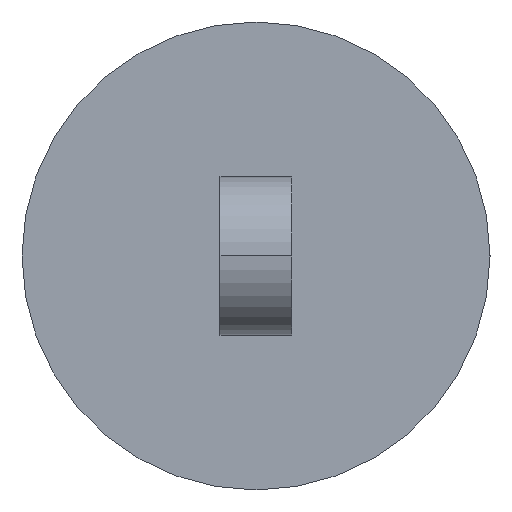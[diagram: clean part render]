
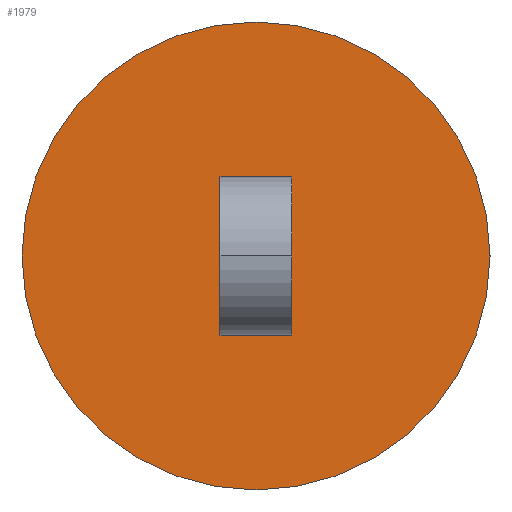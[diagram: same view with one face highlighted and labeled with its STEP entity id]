
A CAD part, left-side view. The second image highlights one B-rep face of the part: STEP entity #1979.
In plain terms, the highlighted planar face has unit normal (-1, 0, 0).
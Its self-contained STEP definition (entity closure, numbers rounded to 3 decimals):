
#54 = FACE_OUTER_BOUND ( 'NONE', #625, .T. ) ;
#68 = DIRECTION ( 'NONE',  ( 0., 1., 0. ) ) ;
#97 = CARTESIAN_POINT ( 'NONE',  ( -108.054, -1.087, 178.778 ) ) ;
#112 = EDGE_CURVE ( 'NONE', #837, #194, #253, .T. ) ;
#141 = CIRCLE ( 'NONE', #1296, 32.5 ) ;
#194 = VERTEX_POINT ( 'NONE', #558 ) ;
#228 = VECTOR ( 'NONE', #68, 1000. ) ;
#231 = VERTEX_POINT ( 'NONE', #745 ) ;
#243 = CARTESIAN_POINT ( 'NONE',  ( -108.054, -6.087, 189.778 ) ) ;
#253 = LINE ( 'NONE', #1236, #1247 ) ;
#297 = CARTESIAN_POINT ( 'NONE',  ( -108.054, -6.087, 167.778 ) ) ;
#318 = EDGE_CURVE ( 'NONE', #231, #837, #619, .T. ) ;
#326 = VERTEX_POINT ( 'NONE', #2170 ) ;
#384 = EDGE_CURVE ( 'NONE', #326, #231, #1973, .T. ) ;
#418 = AXIS2_PLACEMENT_3D ( 'NONE', #1242, #731, #2127 ) ;
#465 = ORIENTED_EDGE ( 'NONE', *, *, #2067, .T. ) ;
#544 = DIRECTION ( 'NONE',  ( 0., -1., 0. ) ) ;
#557 = PLANE ( 'NONE',  #418 ) ;
#558 = CARTESIAN_POINT ( 'NONE',  ( -108.054, -6.087, 167.778 ) ) ;
#589 = LINE ( 'NONE', #297, #2253 ) ;
#596 = EDGE_CURVE ( 'NONE', #734, #1333, #141, .T. ) ;
#610 = CARTESIAN_POINT ( 'NONE',  ( -108.054, 3.913, 167.778 ) ) ;
#619 = LINE ( 'NONE', #610, #1489 ) ;
#625 = EDGE_LOOP ( 'NONE', ( #1224, #465 ) ) ;
#649 = AXIS2_PLACEMENT_3D ( 'NONE', #97, #982, #1649 ) ;
#653 = DIRECTION ( 'NONE',  ( 0., 0., 1. ) ) ;
#699 = FACE_BOUND ( 'NONE', #2097, .T. ) ;
#731 = DIRECTION ( 'NONE',  ( -1., 0., 0. ) ) ;
#734 = VERTEX_POINT ( 'NONE', #1811 ) ;
#745 = CARTESIAN_POINT ( 'NONE',  ( -108.054, 3.913, 189.778 ) ) ;
#754 = ORIENTED_EDGE ( 'NONE', *, *, #1701, .F. ) ;
#789 = CARTESIAN_POINT ( 'NONE',  ( -108.054, 3.913, 167.778 ) ) ;
#790 = DIRECTION ( 'NONE',  ( 0., 0., -1. ) ) ;
#837 = VERTEX_POINT ( 'NONE', #789 ) ;
#843 = DIRECTION ( 'NONE',  ( 0., 0., 1. ) ) ;
#982 = DIRECTION ( 'NONE',  ( -1., 0., 0. ) ) ;
#1185 = CARTESIAN_POINT ( 'NONE',  ( -108.054, -1.087, 178.778 ) ) ;
#1224 = ORIENTED_EDGE ( 'NONE', *, *, #596, .T. ) ;
#1236 = CARTESIAN_POINT ( 'NONE',  ( -108.054, -6.087, 167.778 ) ) ;
#1242 = CARTESIAN_POINT ( 'NONE',  ( -108.054, 25.413, 178.778 ) ) ;
#1247 = VECTOR ( 'NONE', #544, 1000. ) ;
#1296 = AXIS2_PLACEMENT_3D ( 'NONE', #1185, #1358, #843 ) ;
#1333 = VERTEX_POINT ( 'NONE', #2164 ) ;
#1338 = ORIENTED_EDGE ( 'NONE', *, *, #112, .F. ) ;
#1358 = DIRECTION ( 'NONE',  ( -1., 0., 0. ) ) ;
#1420 = ORIENTED_EDGE ( 'NONE', *, *, #384, .F. ) ;
#1489 = VECTOR ( 'NONE', #790, 1000. ) ;
#1495 = ORIENTED_EDGE ( 'NONE', *, *, #318, .F. ) ;
#1649 = DIRECTION ( 'NONE',  ( 0., 0., 1. ) ) ;
#1685 = CIRCLE ( 'NONE', #649, 32.5 ) ;
#1701 = EDGE_CURVE ( 'NONE', #194, #326, #589, .T. ) ;
#1811 = CARTESIAN_POINT ( 'NONE',  ( -108.054, -1.087, 146.278 ) ) ;
#1973 = LINE ( 'NONE', #243, #228 ) ;
#1979 = ADVANCED_FACE ( 'NONE', ( #54, #699 ), #557, .T. ) ;
#2067 = EDGE_CURVE ( 'NONE', #1333, #734, #1685, .T. ) ;
#2097 = EDGE_LOOP ( 'NONE', ( #1495, #1420, #754, #1338 ) ) ;
#2127 = DIRECTION ( 'NONE',  ( 0., 0., 1. ) ) ;
#2164 = CARTESIAN_POINT ( 'NONE',  ( -108.054, -1.087, 211.278 ) ) ;
#2170 = CARTESIAN_POINT ( 'NONE',  ( -108.054, -6.087, 189.778 ) ) ;
#2253 = VECTOR ( 'NONE', #653, 1000. ) ;
